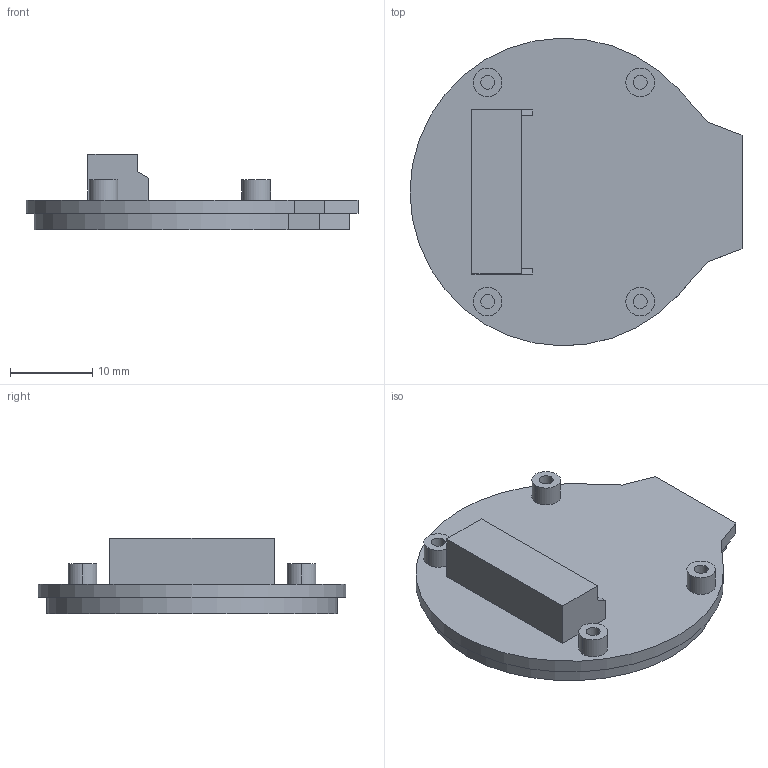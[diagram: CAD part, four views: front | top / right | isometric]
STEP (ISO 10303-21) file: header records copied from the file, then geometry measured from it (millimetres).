
FILE_DESCRIPTION((''),'2;1');
FILE_NAME('0503','2021-05-08T',('Administrator'),(''),'PRO/ENGINEER BY PARAMETRIC TECHNOLOGY CORPORATION, 2002350','PRO/ENGINEER BY PARAMETRIC TECHNOLOGY CORPORATION, 2002350','');
FILE_SCHEMA(('CONFIG_CONTROL_DESIGN'));
Length unit declared in the file: millimetre
Products named in the file (1): 0503
Bounding box: 40.45 x 37.49 x 9.2 mm (x, y, z)
Volume: 4652.1 mm3; surface area: 3232.9 mm2
Topology: 1 solids, 1 shells, 53 faces, 120 edges, 80 vertices
Faces by surface type: plane 33, cylinder 20
Entity records: 1532 total; most frequent: DIRECTION 266, CARTESIAN_POINT 253, ORIENTED_EDGE 240, EDGE_CURVE 120, AXIS2_PLACEMENT_3D 93, VECTOR 80, LINE 80, VERTEX_POINT 80
